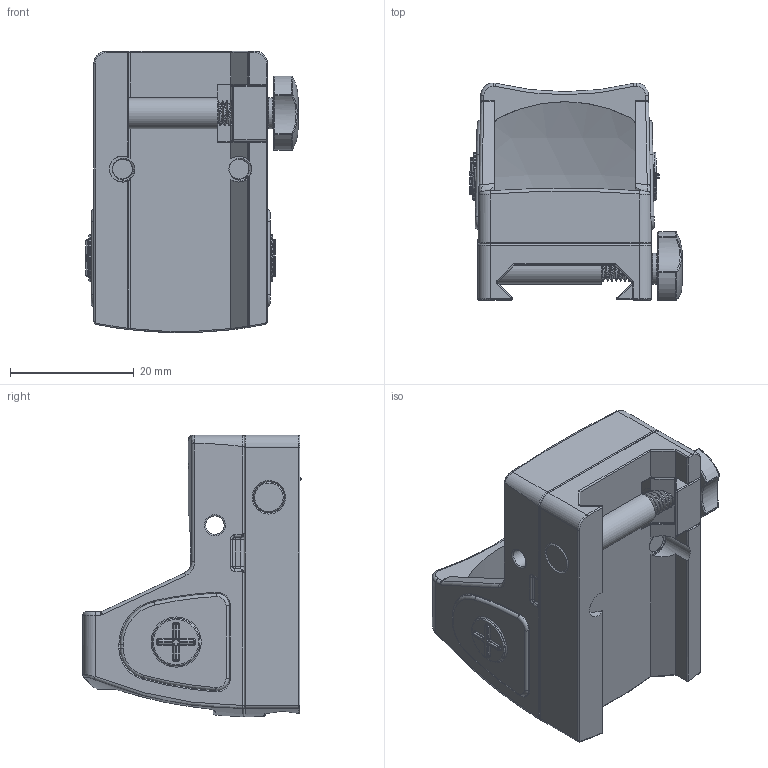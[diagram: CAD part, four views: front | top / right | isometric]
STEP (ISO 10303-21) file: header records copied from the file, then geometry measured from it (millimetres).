
FILE_DESCRIPTION(('FreeCAD Model'),'2;1');
FILE_NAME('Open CASCADE Shape Model','2025-05-03T04:28:34',('FreeCAD'),( 'FreeCAD'),'Open CASCADE STEP processor 7.6','FreeCAD','Unknown');
FILE_SCHEMA(('AUTOMOTIVE_DESIGN { 1 0 10303 214 1 1 1 1 }'));
Products named in the file (1): Open CASCADE STEP translator 7.6 1
Bounding box: 34.34 x 35.2 x 45.4 mm (x, y, z)
Volume: 18497.8 mm3; surface area: 14831.2 mm2
Topology: 12 solids, 12 shells, 790 faces, 1866 edges, 1045 vertices
Faces by surface type: cylinder 310, plane 186, torus 126, bspline 83, sphere 58, cone 25, revolution 2
Full cylindrical faces by diameter (mm): 3 x6, 4.2 x3, 5 x3, 6 x4, 6.8 x2, 7.2 x2, 7.7 x4
Entity records: 40336 total; most frequent: CARTESIAN_POINT 22960, DIRECTION 3797, ORIENTED_EDGE 3592, EDGE_CURVE 1796, AXIS2_PLACEMENT_3D 1594, VERTEX_POINT 1045, CIRCLE 832, FACE_BOUND 825
